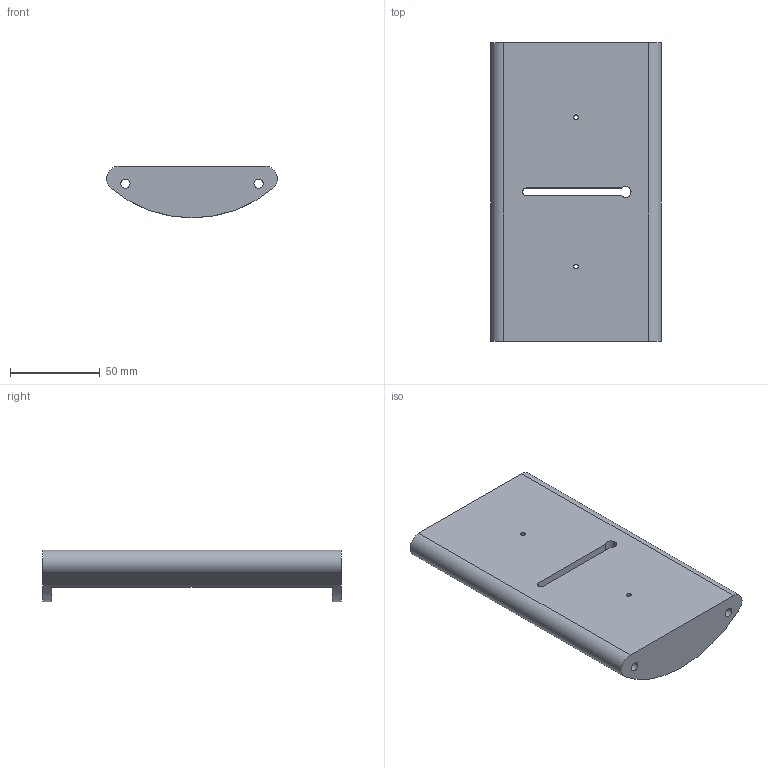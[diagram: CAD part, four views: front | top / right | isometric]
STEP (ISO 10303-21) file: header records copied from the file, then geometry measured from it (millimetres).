
FILE_DESCRIPTION(('FreeCAD Model'),'2;1');
FILE_NAME('CamCradle.step', '2020-11-21T15:24:18',('Author'),(''), 'Open CASCADE STEP processor 7.3','FreeCAD','Unknown');
FILE_SCHEMA(('AUTOMOTIVE_DESIGN { 1 0 10303 214 1 1 1 1 }'));
Length unit declared in the file: millimetre
Products named in the file (1): CradleBase
Bounding box: 94.99 x 166 x 28.74 mm (x, y, z)
Volume: 140915.3 mm3; surface area: 56105 mm2
Topology: 1 solids, 1 shells, 208 faces, 580 edges, 373 vertices
Faces by surface type: plane 160, cylinder 48
Full cylindrical faces by diameter (mm): 2.6 x12, 5.1 x6
Entity records: 14102 total; most frequent: CARTESIAN_POINT 2659, DIRECTION 2082, LINE 1294, VECTOR 1294, ORIENTED_EDGE 1160, PCURVE 1160, DEFINITIONAL_REPRESENTATION 1160, EDGE_CURVE 580
